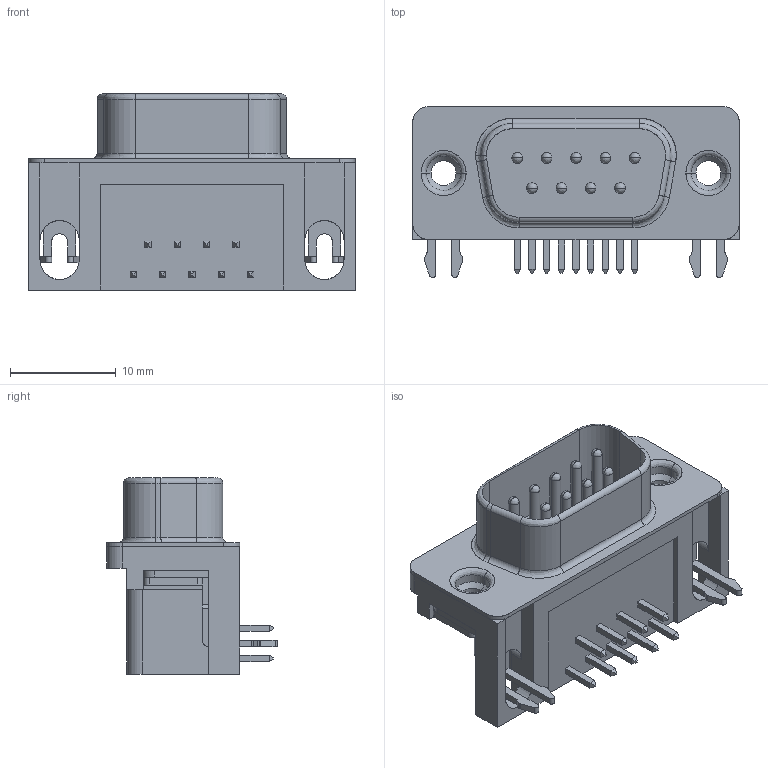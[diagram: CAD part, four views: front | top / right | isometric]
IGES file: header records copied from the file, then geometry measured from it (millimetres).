
Start section: SolidWorks IGES file using analytic representation for surfaces
Global section: file name: K22X(HT)-E9P-N_rA2(rA3).IGS; native system: SolidWorks 2012; preprocessor: SolidWorks 2012; author: William; date: 131206.130004; units: millimetre
Bounding box: 30.81 x 16.1 x 18.5 mm (x, y, z)
Surface area: 2899.8 mm2 (no closed solid volume)
Topology: 0 solids, 0 shells, 332 faces, 2394 edges, 2376 vertices
Faces by surface type: bspline 212, revolution 120
